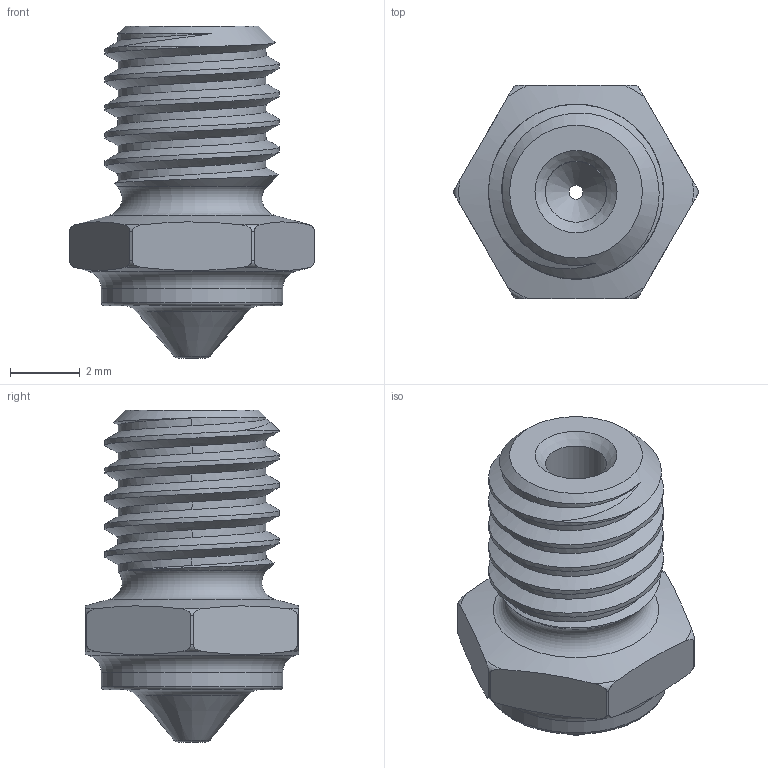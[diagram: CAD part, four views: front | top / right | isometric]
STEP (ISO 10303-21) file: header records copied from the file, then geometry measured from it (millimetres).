
FILE_DESCRIPTION(/* description */ (''),/* implementation_level */ '2;1');
FILE_NAME(/* name */ 'FIN 0.4mm Nozzle (Threads).step',/* time_stamp */ '2025-06-27T21:29:34-04:00',/* author */ (''),/* organization */ (''),/* preprocessor_version */ 'ST-DEVELOPER v20.1',/* originating_system */ 'Autodesk Translation Framework v14.10.0.0',/* authorisation */ '');
FILE_SCHEMA (('AUTOMOTIVE_DESIGN { 1 0 10303 214 3 1 1 }'));
Length unit declared in the file: millimetre
Products named in the file (1): (Unsaved)
Bounding box: 7 x 6.1 x 9.5 mm (x, y, z)
Volume: 143.3 mm3; surface area: 260.7 mm2
Topology: 1 solids, 1 shells, 56 faces, 150 edges, 97 vertices
Faces by surface type: cylinder 21, torus 17, plane 9, cone 7, bspline 2
Full cylindrical faces by diameter (mm): 0.4 x1, 1.75 x1, 4.234 x2, 5 x1, 5.2 x1
Entity records: 3211 total; most frequent: CARTESIAN_POINT 1869, ORIENTED_EDGE 300, DIRECTION 245, EDGE_CURVE 150, AXIS2_PLACEMENT_3D 107, VERTEX_POINT 97, EDGE_LOOP 59, FACE_OUTER_BOUND 56
